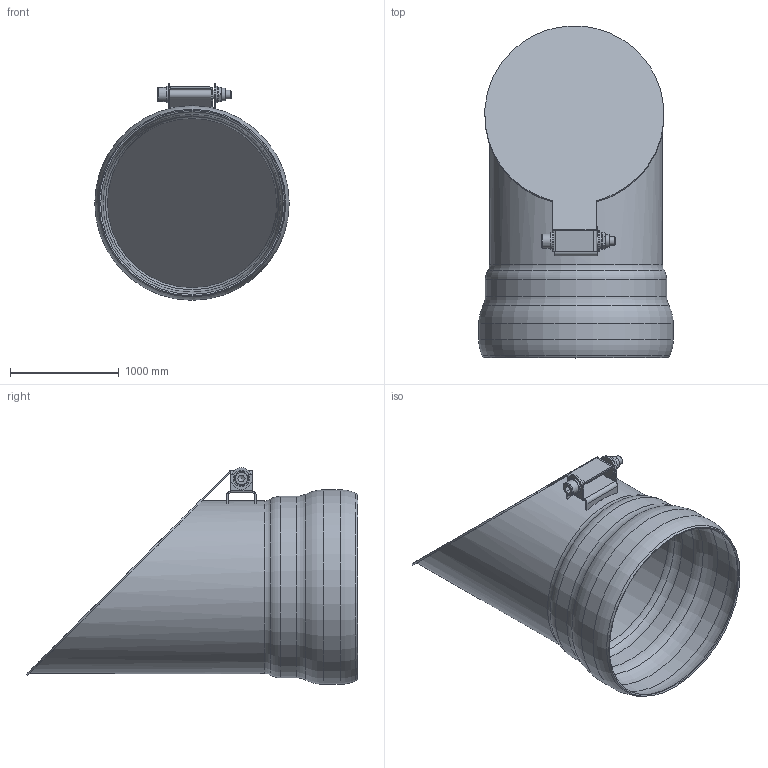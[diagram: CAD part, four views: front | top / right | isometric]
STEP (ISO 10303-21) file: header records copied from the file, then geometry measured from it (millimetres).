
FILE_DESCRIPTION(/* description */ (''),/* implementation_level */ '2;1');
FILE_NAME(/* name */ '04320.150X_3D.stp',/* time_stamp */ '2024-12-11T13:30:13+01:00',/* author */ ('CAD'),/* organization */ (''),/* preprocessor_version */ 'ST-DEVELOPER v20',/* originating_system */ 'AutoCAD Mechanical',/* authorisation */ '');
FILE_SCHEMA (('AUTOMOTIVE_DESIGN { 1 0 10303 214 3 1 1 }'));
Length unit declared in the file: centimetre
Products named in the file (2): Product; *S0
Assembly tree (1 placements, depth 2):
  Product
    *S0
Bounding box: 1788 x 3051.71 x 1991.5 mm (x, y, z)
Volume: 229182521.5 mm3; surface area: 30619283 mm2
Topology: 7 solids, 7 shells, 169 faces, 405 edges, 248 vertices
Faces by surface type: plane 95, cylinder 44, torus 12, cone 9, bspline 9
Full cylindrical faces by diameter (mm): 66.47 x1, 80 x1, 81 x2, 82 x2, 84 x2, 116 x1, 130 x1, 150 x2, 1560 x1, 1590 x1, 1638 x1, 1668 x1, 1758 x1, 1788 x1
Entity records: 6366 total; most frequent: CARTESIAN_POINT 2371, DIRECTION 848, ORIENTED_EDGE 808, EDGE_CURVE 404, AXIS2_PLACEMENT_3D 316, VERTEX_POINT 248, LINE 216, VECTOR 216
